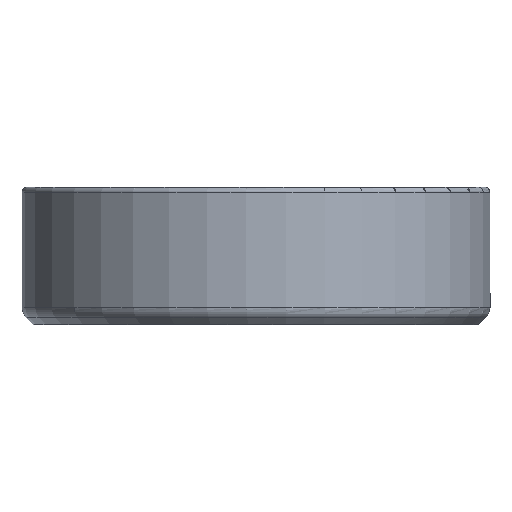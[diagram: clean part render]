
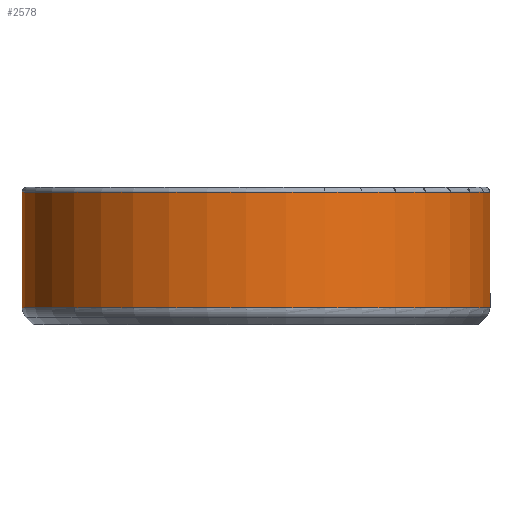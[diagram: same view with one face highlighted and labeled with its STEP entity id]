
A CAD part, left-side view. The second image highlights one B-rep face of the part: STEP entity #2578.
In plain terms, the highlighted cylindrical face has radius 29 mm (diameter 58 mm), a partial arc.
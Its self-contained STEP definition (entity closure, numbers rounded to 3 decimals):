
#172=FACE_OUTER_BOUND('',#324,.T.);
#324=EDGE_LOOP('',(#1970,#1971,#1972,#1973));
#429=CIRCLE('',#2762,29.);
#436=CIRCLE('',#2776,29.);
#741=LINE('',#6226,#885);
#743=LINE('',#6230,#887);
#885=VECTOR('',#3226,10.);
#887=VECTOR('',#3230,10.);
#1120=VERTEX_POINT('',#6173);
#1121=VERTEX_POINT('',#6174);
#1131=VERTEX_POINT('',#6225);
#1132=VERTEX_POINT('',#6229);
#1445=EDGE_CURVE('',#1120,#1121,#429,.T.);
#1463=EDGE_CURVE('',#1131,#1121,#741,.T.);
#1465=EDGE_CURVE('',#1120,#1132,#743,.T.);
#1466=EDGE_CURVE('',#1131,#1132,#436,.T.);
#1970=ORIENTED_EDGE('',*,*,#1445,.F.);
#1971=ORIENTED_EDGE('',*,*,#1465,.T.);
#1972=ORIENTED_EDGE('',*,*,#1466,.F.);
#1973=ORIENTED_EDGE('',*,*,#1463,.T.);
#2467=CYLINDRICAL_SURFACE('',#2775,29.);
#2578=ADVANCED_FACE('',(#172),#2467,.T.);
#2762=AXIS2_PLACEMENT_3D('',#6175,#3192,#3193);
#2775=AXIS2_PLACEMENT_3D('',#6228,#3228,#3229);
#2776=AXIS2_PLACEMENT_3D('',#6231,#3231,#3232);
#3192=DIRECTION('center_axis',(0.,0.,-1.));
#3193=DIRECTION('ref_axis',(-0.928,-0.371,0.));
#3226=DIRECTION('',(0.,0.,-1.));
#3228=DIRECTION('center_axis',(0.,0.,1.));
#3229=DIRECTION('ref_axis',(-0.928,-0.371,0.));
#3230=DIRECTION('',(0.,0.,1.));
#3231=DIRECTION('center_axis',(0.,0.,1.));
#3232=DIRECTION('ref_axis',(-0.928,-0.371,0.));
#6173=CARTESIAN_POINT('',(48.,7.,1.104));
#6174=CARTESIAN_POINT('',(28.,57.,1.104));
#6175=CARTESIAN_POINT('Origin',(28.,28.,1.104));
#6225=CARTESIAN_POINT('',(28.,57.,15.4));
#6226=CARTESIAN_POINT('',(28.,57.,0.));
#6228=CARTESIAN_POINT('Origin',(28.,28.,0.));
#6229=CARTESIAN_POINT('',(48.,7.,15.4));
#6230=CARTESIAN_POINT('',(48.,7.,0.));
#6231=CARTESIAN_POINT('Origin',(28.,28.,15.4));
